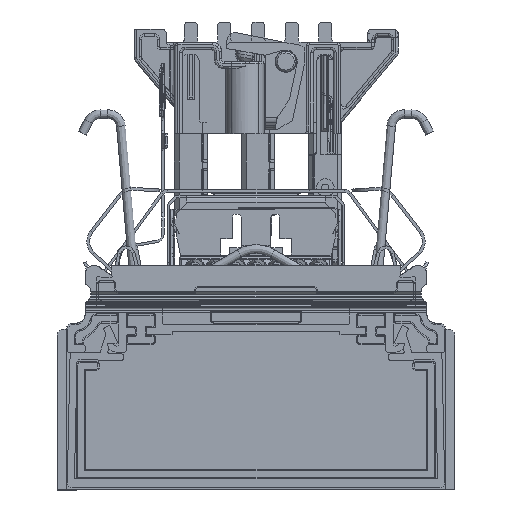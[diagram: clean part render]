
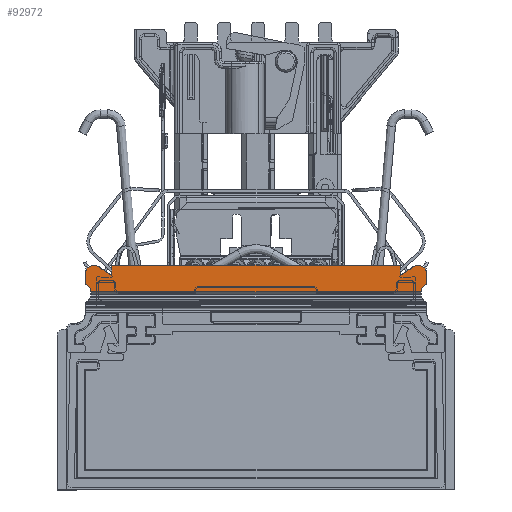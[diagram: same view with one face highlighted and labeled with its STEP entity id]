
A CAD part, front view. The second image highlights one B-rep face of the part: STEP entity #92972.
In plain terms, the highlighted planar face has unit normal (0, -1, 0).
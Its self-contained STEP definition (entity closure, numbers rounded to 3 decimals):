
#4918=PLANE('',#99690);
#8487=FACE_OUTER_BOUND('',#13597,.T.);
#13597=EDGE_LOOP('',(#69177,#69178,#69179,#69180,#69181,#69182,#69183,#69184,
#69185,#69186,#69187,#69188,#69189,#69190,#69191,#69192,#69193,#69194,#69195,
#69196,#69197,#69198,#69199,#69200));
#19802=LINE('',#156612,#28277);
#19812=LINE('',#156668,#28287);
#19814=LINE('',#156675,#28289);
#19841=LINE('',#156751,#28316);
#19845=LINE('',#156763,#28320);
#19849=LINE('',#156775,#28324);
#19852=LINE('',#156784,#28327);
#19855=LINE('',#156792,#28330);
#19878=LINE('',#156867,#28353);
#19882=LINE('',#156879,#28357);
#19886=LINE('',#156891,#28361);
#19889=LINE('',#156900,#28364);
#19892=LINE('',#156908,#28367);
#19894=LINE('',#156911,#28369);
#28277=VECTOR('',#114592,10.);
#28287=VECTOR('',#114624,10.);
#28289=VECTOR('',#114632,10.);
#28316=VECTOR('',#114731,10.);
#28320=VECTOR('',#114743,10.);
#28324=VECTOR('',#114755,10.);
#28327=VECTOR('',#114766,10.);
#28330=VECTOR('',#114775,10.);
#28353=VECTOR('',#114876,10.);
#28357=VECTOR('',#114888,10.);
#28361=VECTOR('',#114900,10.);
#28364=VECTOR('',#114911,10.);
#28367=VECTOR('',#114920,10.);
#28369=VECTOR('',#114924,10.);
#35401=CIRCLE('',#99617,1.);
#35403=CIRCLE('',#99621,0.5);
#35405=CIRCLE('',#99625,1.5);
#35407=CIRCLE('',#99629,2.);
#35408=CIRCLE('',#99632,0.173);
#35416=CIRCLE('',#99671,1.);
#35418=CIRCLE('',#99675,0.5);
#35420=CIRCLE('',#99679,1.5);
#35422=CIRCLE('',#99683,2.);
#35423=CIRCLE('',#99686,0.173);
#40680=VERTEX_POINT('',#156609);
#40681=VERTEX_POINT('',#156611);
#40692=VERTEX_POINT('',#156666);
#40694=VERTEX_POINT('',#156674);
#40705=VERTEX_POINT('',#156743);
#40707=VERTEX_POINT('',#156749);
#40709=VERTEX_POINT('',#156755);
#40711=VERTEX_POINT('',#156761);
#40713=VERTEX_POINT('',#156767);
#40715=VERTEX_POINT('',#156773);
#40716=VERTEX_POINT('',#156778);
#40717=VERTEX_POINT('',#156782);
#40718=VERTEX_POINT('',#156786);
#40719=VERTEX_POINT('',#156790);
#40730=VERTEX_POINT('',#156860);
#40732=VERTEX_POINT('',#156866);
#40734=VERTEX_POINT('',#156872);
#40736=VERTEX_POINT('',#156878);
#40738=VERTEX_POINT('',#156884);
#40740=VERTEX_POINT('',#156890);
#40741=VERTEX_POINT('',#156895);
#40742=VERTEX_POINT('',#156899);
#40743=VERTEX_POINT('',#156903);
#40744=VERTEX_POINT('',#156907);
#50842=EDGE_CURVE('',#40681,#40680,#19802,.T.);
#50860=EDGE_CURVE('',#40692,#40680,#19812,.T.);
#50863=EDGE_CURVE('',#40694,#40681,#19814,.T.);
#50893=EDGE_CURVE('',#40705,#40692,#35401,.T.);
#50896=EDGE_CURVE('',#40707,#40705,#19841,.T.);
#50899=EDGE_CURVE('',#40709,#40707,#35403,.T.);
#50902=EDGE_CURVE('',#40711,#40709,#19845,.T.);
#50905=EDGE_CURVE('',#40713,#40711,#35405,.T.);
#50908=EDGE_CURVE('',#40715,#40713,#19849,.T.);
#50911=EDGE_CURVE('',#40716,#40715,#35407,.T.);
#50913=EDGE_CURVE('',#40717,#40716,#19852,.T.);
#50915=EDGE_CURVE('',#40718,#40717,#35408,.T.);
#50917=EDGE_CURVE('',#40719,#40718,#19855,.T.);
#50945=EDGE_CURVE('',#40730,#40694,#35416,.T.);
#50948=EDGE_CURVE('',#40732,#40730,#19878,.T.);
#50951=EDGE_CURVE('',#40734,#40732,#35418,.T.);
#50954=EDGE_CURVE('',#40736,#40734,#19882,.T.);
#50957=EDGE_CURVE('',#40738,#40736,#35420,.T.);
#50960=EDGE_CURVE('',#40740,#40738,#19886,.T.);
#50963=EDGE_CURVE('',#40741,#40740,#35422,.T.);
#50965=EDGE_CURVE('',#40742,#40741,#19889,.T.);
#50967=EDGE_CURVE('',#40743,#40742,#35423,.T.);
#50969=EDGE_CURVE('',#40744,#40743,#19892,.T.);
#50971=EDGE_CURVE('',#40744,#40719,#19894,.T.);
#69177=ORIENTED_EDGE('',*,*,#50842,.T.);
#69178=ORIENTED_EDGE('',*,*,#50860,.F.);
#69179=ORIENTED_EDGE('',*,*,#50893,.F.);
#69180=ORIENTED_EDGE('',*,*,#50896,.F.);
#69181=ORIENTED_EDGE('',*,*,#50899,.F.);
#69182=ORIENTED_EDGE('',*,*,#50902,.F.);
#69183=ORIENTED_EDGE('',*,*,#50905,.F.);
#69184=ORIENTED_EDGE('',*,*,#50908,.F.);
#69185=ORIENTED_EDGE('',*,*,#50911,.F.);
#69186=ORIENTED_EDGE('',*,*,#50913,.F.);
#69187=ORIENTED_EDGE('',*,*,#50915,.F.);
#69188=ORIENTED_EDGE('',*,*,#50917,.F.);
#69189=ORIENTED_EDGE('',*,*,#50971,.F.);
#69190=ORIENTED_EDGE('',*,*,#50969,.T.);
#69191=ORIENTED_EDGE('',*,*,#50967,.T.);
#69192=ORIENTED_EDGE('',*,*,#50965,.T.);
#69193=ORIENTED_EDGE('',*,*,#50963,.T.);
#69194=ORIENTED_EDGE('',*,*,#50960,.T.);
#69195=ORIENTED_EDGE('',*,*,#50957,.T.);
#69196=ORIENTED_EDGE('',*,*,#50954,.T.);
#69197=ORIENTED_EDGE('',*,*,#50951,.T.);
#69198=ORIENTED_EDGE('',*,*,#50948,.T.);
#69199=ORIENTED_EDGE('',*,*,#50945,.T.);
#69200=ORIENTED_EDGE('',*,*,#50863,.T.);
#92972=ADVANCED_FACE('',(#8487),#4918,.F.);
#99617=AXIS2_PLACEMENT_3D('',#156745,#114725,#114726);
#99621=AXIS2_PLACEMENT_3D('',#156757,#114737,#114738);
#99625=AXIS2_PLACEMENT_3D('',#156769,#114749,#114750);
#99629=AXIS2_PLACEMENT_3D('',#156780,#114761,#114762);
#99632=AXIS2_PLACEMENT_3D('',#156788,#114770,#114771);
#99671=AXIS2_PLACEMENT_3D('',#156861,#114870,#114871);
#99675=AXIS2_PLACEMENT_3D('',#156873,#114882,#114883);
#99679=AXIS2_PLACEMENT_3D('',#156885,#114894,#114895);
#99683=AXIS2_PLACEMENT_3D('',#156896,#114906,#114907);
#99686=AXIS2_PLACEMENT_3D('',#156904,#114915,#114916);
#99690=AXIS2_PLACEMENT_3D('',#156913,#114927,#114928);
#114592=DIRECTION('',(1.,0.,0.));
#114624=DIRECTION('',(0.,0.,-1.));
#114632=DIRECTION('',(0.,0.,-1.));
#114725=DIRECTION('center_axis',(0.,-1.,0.));
#114726=DIRECTION('ref_axis',(0.707,0.,-0.707));
#114731=DIRECTION('',(-0.707,0.,-0.707));
#114737=DIRECTION('center_axis',(0.,1.,0.));
#114738=DIRECTION('ref_axis',(0.707,0.,-0.707));
#114743=DIRECTION('',(0.,0.,-1.));
#114749=DIRECTION('center_axis',(0.,1.,0.));
#114750=DIRECTION('ref_axis',(1.,0.,0.));
#114755=DIRECTION('',(1.,0.,0.));
#114761=DIRECTION('center_axis',(0.,1.,0.));
#114762=DIRECTION('ref_axis',(0.,0.,
1.));
#114766=DIRECTION('',(0.819,0.,0.574));
#114770=DIRECTION('center_axis',(0.,-1.,0.));
#114771=DIRECTION('ref_axis',(1.,0.,0.));
#114775=DIRECTION('',(0.,0.,-1.));
#114870=DIRECTION('center_axis',(0.,1.,0.));
#114871=DIRECTION('ref_axis',(-0.707,0.,
-0.707));
#114876=DIRECTION('',(0.707,0.,-0.707));
#114882=DIRECTION('center_axis',(0.,-1.,0.));
#114883=DIRECTION('ref_axis',(-0.707,0.,
-0.707));
#114888=DIRECTION('',(0.,0.,-1.));
#114894=DIRECTION('center_axis',(0.,-1.,0.));
#114895=DIRECTION('ref_axis',(-1.,0.,0.));
#114900=DIRECTION('',(-1.,0.,0.));
#114906=DIRECTION('center_axis',(0.,-1.,0.));
#114907=DIRECTION('ref_axis',(0.,0.,
1.));
#114911=DIRECTION('',(-0.819,0.,0.574));
#114915=DIRECTION('center_axis',(0.,1.,0.));
#114916=DIRECTION('ref_axis',(-1.,0.,0.));
#114920=DIRECTION('',(0.,0.,-1.));
#114924=DIRECTION('',(1.,0.,0.));
#114927=DIRECTION('center_axis',(0.,1.,0.));
#114928=DIRECTION('ref_axis',(0.,0.,
1.));
#156609=CARTESIAN_POINT('',(28.,-568.5,5.491));
#156611=CARTESIAN_POINT('',(-28.,-568.5,5.491));
#156612=CARTESIAN_POINT('',(5.95,-568.5,5.491));
#156666=CARTESIAN_POINT('',(28.,-568.5,5.5));
#156668=CARTESIAN_POINT('',(28.,-568.5,5.));
#156674=CARTESIAN_POINT('',(-28.,-568.5,5.5));
#156675=CARTESIAN_POINT('',(-28.,-568.5,5.));
#156743=CARTESIAN_POINT('',(28.293,-568.5,6.207));
#156745=CARTESIAN_POINT('Origin',(29.,-568.5,5.5));
#156749=CARTESIAN_POINT('',(28.854,-568.5,6.768));
#156751=CARTESIAN_POINT('',(28.293,-568.5,6.207));
#156755=CARTESIAN_POINT('',(29.,-568.5,7.121));
#156757=CARTESIAN_POINT('Origin',(28.5,-568.5,7.121));
#156761=CARTESIAN_POINT('',(29.,-568.5,8.5));
#156763=CARTESIAN_POINT('',(29.,-568.5,7.121));
#156767=CARTESIAN_POINT('',(27.666,-568.5,9.991));
#156769=CARTESIAN_POINT('Origin',(27.5,-568.5,8.5));
#156773=CARTESIAN_POINT('',(27.5,-568.5,9.991));
#156775=CARTESIAN_POINT('',(27.666,-568.5,9.991));
#156778=CARTESIAN_POINT('',(26.353,-568.5,9.629));
#156780=CARTESIAN_POINT('Origin',(27.5,-568.5,7.991));
#156782=CARTESIAN_POINT('',(24.772,-568.5,8.522));
#156784=CARTESIAN_POINT('',(26.353,-568.5,9.629));
#156786=CARTESIAN_POINT('',(24.5,-568.5,8.664));
#156788=CARTESIAN_POINT('Origin',(24.673,-568.5,8.664));
#156790=CARTESIAN_POINT('',(24.5,-568.5,9.991));
#156792=CARTESIAN_POINT('',(24.5,-568.5,8.664));
#156860=CARTESIAN_POINT('',(-28.293,-568.5,6.207));
#156861=CARTESIAN_POINT('Origin',(-29.,-568.5,5.5));
#156866=CARTESIAN_POINT('',(-28.854,-568.5,6.768));
#156867=CARTESIAN_POINT('',(-28.293,-568.5,6.207));
#156872=CARTESIAN_POINT('',(-29.,-568.5,7.121));
#156873=CARTESIAN_POINT('Origin',(-28.5,-568.5,7.121));
#156878=CARTESIAN_POINT('',(-29.,-568.5,8.5));
#156879=CARTESIAN_POINT('',(-29.,-568.5,7.121));
#156884=CARTESIAN_POINT('',(-27.666,-568.5,9.991));
#156885=CARTESIAN_POINT('Origin',(-27.5,-568.5,8.5));
#156890=CARTESIAN_POINT('',(-27.5,-568.5,9.991));
#156891=CARTESIAN_POINT('',(-27.666,-568.5,9.991));
#156895=CARTESIAN_POINT('',(-26.353,-568.5,9.629));
#156896=CARTESIAN_POINT('Origin',(-27.5,-568.5,7.991));
#156899=CARTESIAN_POINT('',(-24.772,-568.5,8.522));
#156900=CARTESIAN_POINT('',(-26.353,-568.5,9.629));
#156903=CARTESIAN_POINT('',(-24.5,-568.5,8.664));
#156904=CARTESIAN_POINT('Origin',(-24.673,-568.5,8.664));
#156907=CARTESIAN_POINT('',(-24.5,-568.5,9.991));
#156908=CARTESIAN_POINT('',(-24.5,-568.5,8.664));
#156911=CARTESIAN_POINT('',(24.5,-568.5,9.991));
#156913=CARTESIAN_POINT('Origin',(-16.1,-568.5,-9.059));
